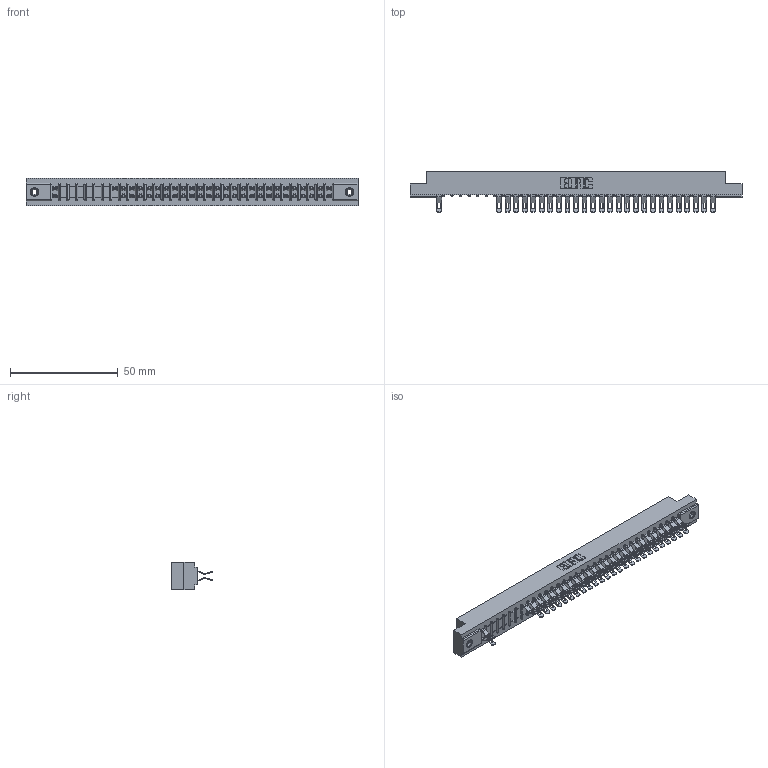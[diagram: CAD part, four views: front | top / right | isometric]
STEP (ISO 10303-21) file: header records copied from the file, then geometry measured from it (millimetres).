
FILE_DESCRIPTION (( 'STEP AP203' ), '1' );
FILE_NAME ('307-066-555-208.STEP', '2018-08-06T11:15:23', ( '' ), ( '' ), 'SwSTEP 2.0', 'SolidWorks 2016', '' );
FILE_SCHEMA (( 'CONFIG_CONTROL_DESIGN' ));
Length unit declared in the file: inch
Products named in the file (4): 307 Part_.156 Dia Mounting Holes; 307-290-001_555; 345-250-001_345-250-003-102; 307-066-555-208
Assembly tree (56 placements, depth 2):
  307-066-555-208
    307 Part_.156 Dia Mounting Holes
    307-290-001_555  x53
    345-250-001_345-250-003-102  x2
Bounding box: 153.77 x 18.75 x 12.7 mm (x, y, z)
Volume: 16271.1 mm3; surface area: 19518.7 mm2
Topology: 56 solids, 56 shells, 3575 faces, 10468 edges, 6808 vertices
Faces by surface type: plane 1982, cylinder 1509, sphere 68, cone 12, torus 4
Entity records: 31762 total; most frequent: CARTESIAN_POINT 5243, ORIENTED_EDGE 5204, DIRECTION 5142, EDGE_CURVE 2602, VECTOR 1980, LINE 1980, VERTEX_POINT 1682, AXIS2_PLACEMENT_3D 1581
